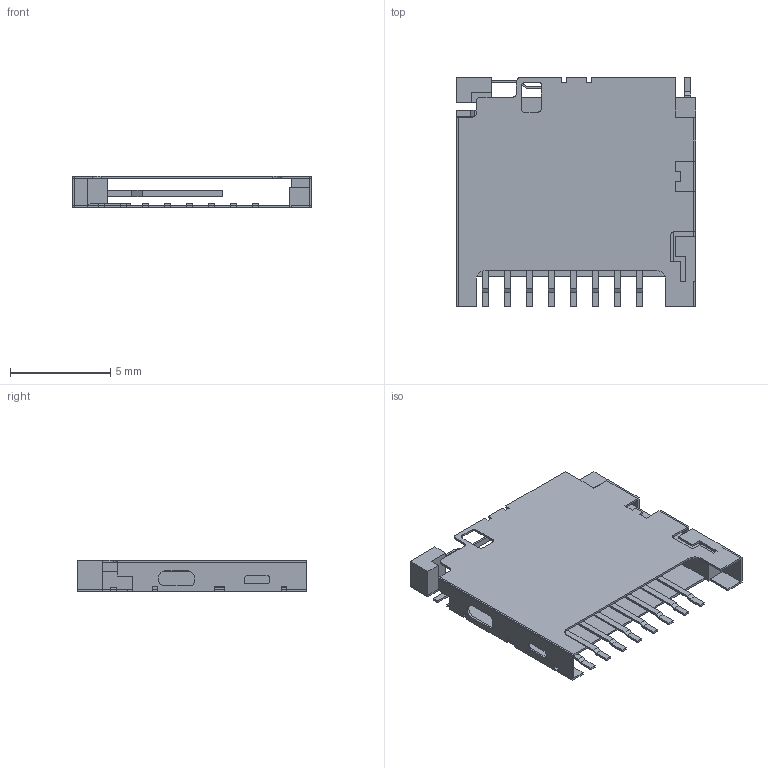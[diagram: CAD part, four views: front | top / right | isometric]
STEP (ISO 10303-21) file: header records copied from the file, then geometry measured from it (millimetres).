
FILE_DESCRIPTION(('FreeCAD Model'),'2;1');
FILE_NAME('microSD_HC_Hirose_DM3D-SF.step', '2018-08-19T23:30:43',('kicad StepUp'),('ksu MCAD'), 'Open CASCADE STEP processor 6.8','FreeCAD','Unknown');
FILE_SCHEMA(('AUTOMOTIVE_DESIGN_CC2 { 1 2 10303 214 -1 1 5 4 }'));
Length unit declared in the file: millimetre
Products named in the file (1): microSD_HC_Hirose_DM3D-SF
Bounding box: 11.95 x 11.45 x 1.55 mm (x, y, z)
Volume: 36.7 mm3; surface area: 528.8 mm2
Topology: 1 solids, 1 shells, 306 faces, 836 edges, 520 vertices
Faces by surface type: plane 287, cylinder 19
Entity records: 11558 total; most frequent: ORIENTED_EDGE 1674, CARTESIAN_POINT 1663, DIRECTION 1488, EDGE_CURVE 836, LINE 798, VECTOR 798, VERTEX_POINT 520, AXIS2_PLACEMENT_3D 345
